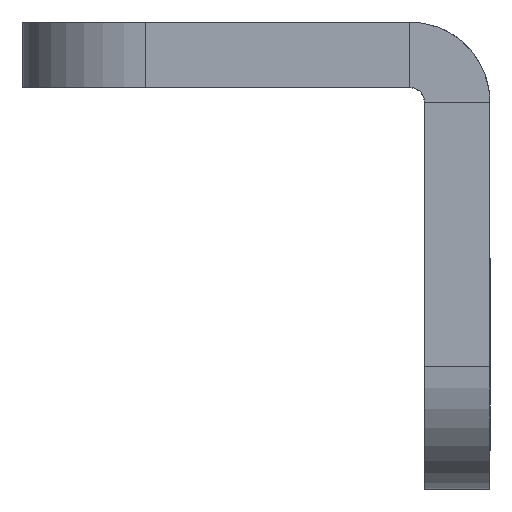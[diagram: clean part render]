
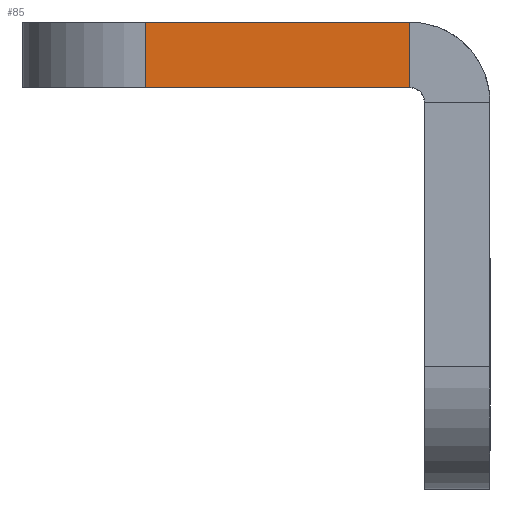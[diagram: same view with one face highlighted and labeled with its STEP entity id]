
A CAD part, left-side view. The second image highlights one B-rep face of the part: STEP entity #85.
In plain terms, the highlighted planar face has unit normal (-1, 0, 0).
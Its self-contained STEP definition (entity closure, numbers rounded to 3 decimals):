
#22 = DIRECTION ( 'NONE',  ( -1., 0., 0. ) ) ;
#61 = DIRECTION ( 'NONE',  ( 0., -1., 0. ) ) ;
#85 = ADVANCED_FACE ( 'NONE', ( #696 ), #434, .T. ) ;
#102 = LINE ( 'NONE', #636, #388 ) ;
#138 = VERTEX_POINT ( 'NONE', #180 ) ;
#139 = DIRECTION ( 'NONE',  ( 0., -1., 0. ) ) ;
#180 = CARTESIAN_POINT ( 'NONE',  ( -23., 13.568, 22.743 ) ) ;
#197 = CARTESIAN_POINT ( 'NONE',  ( -23., -0.432, 22.743 ) ) ;
#211 = EDGE_LOOP ( 'NONE', ( #749, #616, #439, #410 ) ) ;
#216 = CARTESIAN_POINT ( 'NONE',  ( -23., -0.432, 22.743 ) ) ;
#234 = EDGE_CURVE ( 'NONE', #817, #573, #650, .T. ) ;
#248 = DIRECTION ( 'NONE',  ( 0., 0., 1. ) ) ;
#277 = VECTOR ( 'NONE', #139, 1000. ) ;
#336 = CARTESIAN_POINT ( 'NONE',  ( -23., 0.737, 19.568 ) ) ;
#368 = EDGE_CURVE ( 'NONE', #559, #138, #102, .T. ) ;
#388 = VECTOR ( 'NONE', #572, 1000. ) ;
#392 = VECTOR ( 'NONE', #248, 1000. ) ;
#400 = LINE ( 'NONE', #197, #277 ) ;
#410 = ORIENTED_EDGE ( 'NONE', *, *, #781, .F. ) ;
#426 = EDGE_CURVE ( 'NONE', #559, #817, #796, .T. ) ;
#434 = PLANE ( 'NONE',  #753 ) ;
#439 = ORIENTED_EDGE ( 'NONE', *, *, #234, .T. ) ;
#463 = CARTESIAN_POINT ( 'NONE',  ( -23., -0.432, 19.568 ) ) ;
#495 = DIRECTION ( 'NONE',  ( 0., -1., 0. ) ) ;
#527 = CARTESIAN_POINT ( 'NONE',  ( -23., 13.568, 19.568 ) ) ;
#559 = VERTEX_POINT ( 'NONE', #527 ) ;
#572 = DIRECTION ( 'NONE',  ( 0., 0., 1. ) ) ;
#573 = VERTEX_POINT ( 'NONE', #649 ) ;
#587 = CARTESIAN_POINT ( 'NONE',  ( -23., 0.737, 22.743 ) ) ;
#616 = ORIENTED_EDGE ( 'NONE', *, *, #426, .T. ) ;
#636 = CARTESIAN_POINT ( 'NONE',  ( -23., 13.568, 22.743 ) ) ;
#649 = CARTESIAN_POINT ( 'NONE',  ( -23., 0.737, 22.743 ) ) ;
#650 = LINE ( 'NONE', #587, #392 ) ;
#695 = VECTOR ( 'NONE', #61, 1000. ) ;
#696 = FACE_OUTER_BOUND ( 'NONE', #211, .T. ) ;
#749 = ORIENTED_EDGE ( 'NONE', *, *, #368, .F. ) ;
#753 = AXIS2_PLACEMENT_3D ( 'NONE', #216, #22, #495 ) ;
#781 = EDGE_CURVE ( 'NONE', #138, #573, #400, .T. ) ;
#796 = LINE ( 'NONE', #463, #695 ) ;
#817 = VERTEX_POINT ( 'NONE', #336 ) ;
